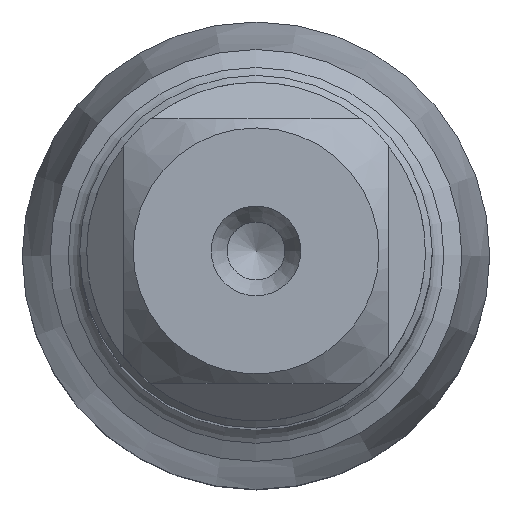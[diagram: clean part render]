
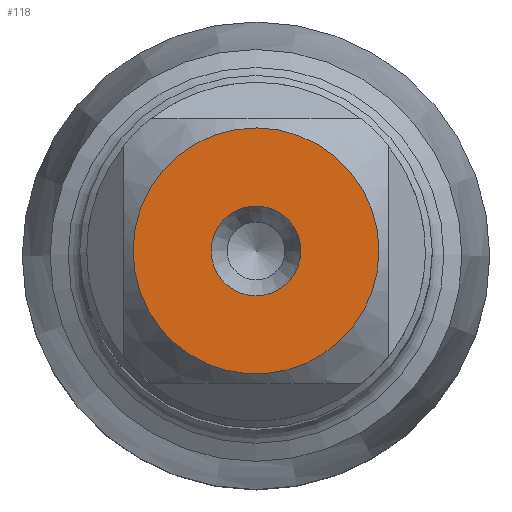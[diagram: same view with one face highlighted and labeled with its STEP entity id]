
A CAD part, top view. The second image highlights one B-rep face of the part: STEP entity #118.
In plain terms, the highlighted planar face has unit normal (0, 0, 1).
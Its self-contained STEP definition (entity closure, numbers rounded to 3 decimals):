
#80=PLANE('',#485);
#118=ADVANCED_FACE('',(#158,#159),#80,.F.);
#158=FACE_BOUND('',#197,.T.);
#159=FACE_BOUND('',#198,.T.);
#197=EDGE_LOOP('',(#245));
#198=EDGE_LOOP('',(#246));
#245=ORIENTED_EDGE('',*,*,#361,.T.);
#246=ORIENTED_EDGE('',*,*,#362,.T.);
#325=VERTEX_POINT('',#721);
#326=VERTEX_POINT('',#724);
#361=EDGE_CURVE('',#325,#325,#404,.T.);
#362=EDGE_CURVE('',#326,#326,#405,.T.);
#404=CIRCLE('',#482,1.55);
#405=CIRCLE('',#484,4.252);
#482=AXIS2_PLACEMENT_3D('',#720,#562,#563);
#484=AXIS2_PLACEMENT_3D('',#723,#566,#567);
#485=AXIS2_PLACEMENT_3D('',#725,#568,#569);
#562=DIRECTION('',(0.,0.,-1.));
#563=DIRECTION('',(-1.,0.,0.));
#566=DIRECTION('',(0.,0.,1.));
#567=DIRECTION('',(1.,0.,0.));
#568=DIRECTION('',(0.,0.,-1.));
#569=DIRECTION('',(-1.,0.,0.));
#720=CARTESIAN_POINT('',(0.,0.,0.));
#721=CARTESIAN_POINT('',(-1.55,0.,0.));
#723=CARTESIAN_POINT('',(0.,0.,0.));
#724=CARTESIAN_POINT('',(4.252,0.,0.));
#725=CARTESIAN_POINT('',(6.296,0.,0.));
